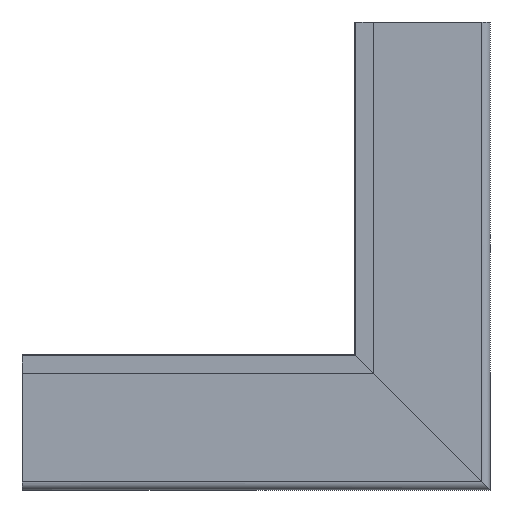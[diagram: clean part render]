
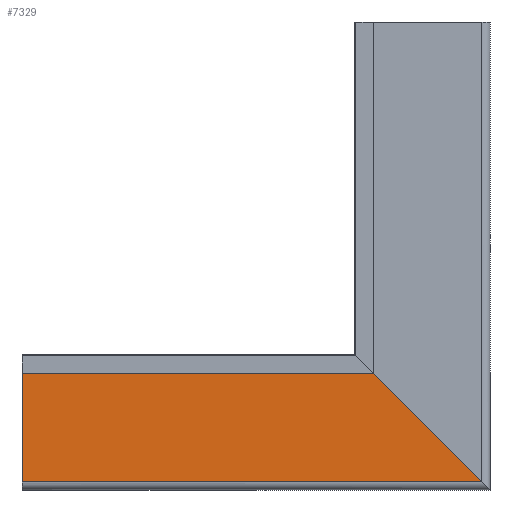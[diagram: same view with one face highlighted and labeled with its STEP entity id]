
A CAD part, front view. The second image highlights one B-rep face of the part: STEP entity #7329.
In plain terms, the highlighted planar face has unit normal (0, -1, 0).
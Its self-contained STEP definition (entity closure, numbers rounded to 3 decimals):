
#187 = EDGE_CURVE ( 'NONE', #9897, #15551, #14239, .T. ) ;
#301 = AXIS2_PLACEMENT_3D ( 'NONE', #6334, #17876, #4915 ) ;
#536 = PLANE ( 'NONE',  #301 ) ;
#740 = ORIENTED_EDGE ( 'NONE', *, *, #2306, .F. ) ;
#2306 = EDGE_CURVE ( 'NONE', #9897, #11853, #8041, .T. ) ;
#2539 = EDGE_CURVE ( 'NONE', #15551, #3146, #11423, .T. ) ;
#3146 = VERTEX_POINT ( 'NONE', #6479 ) ;
#3586 = DIRECTION ( 'NONE',  ( -0.707, 0., 0.707 ) ) ;
#3611 = ORIENTED_EDGE ( 'NONE', *, *, #187, .T. ) ;
#3676 = LINE ( 'NONE', #9264, #10233 ) ;
#4915 = DIRECTION ( 'NONE',  ( 0., 0., -1. ) ) ;
#5722 = EDGE_CURVE ( 'NONE', #3146, #11853, #3676, .T. ) ;
#6334 = CARTESIAN_POINT ( 'NONE',  ( 0., 0., 23.8 ) ) ;
#6401 = EDGE_LOOP ( 'NONE', ( #15900, #17094, #740, #3611 ) ) ;
#6479 = CARTESIAN_POINT ( 'NONE',  ( 224.2, 0., -29. ) ) ;
#6978 = CARTESIAN_POINT ( 'NONE',  ( 0., 0., -29. ) ) ;
#6995 = VECTOR ( 'NONE', #11323, 1000. ) ;
#7329 = ADVANCED_FACE ( 'NONE', ( #13516 ), #536, .T. ) ;
#8041 = LINE ( 'NONE', #9815, #14048 ) ;
#9181 = DIRECTION ( 'NONE',  ( 1., 0., 0. ) ) ;
#9264 = CARTESIAN_POINT ( 'NONE',  ( 85.7, 0., 109.5 ) ) ;
#9528 = CARTESIAN_POINT ( 'NONE',  ( 0., 0., 23.8 ) ) ;
#9815 = CARTESIAN_POINT ( 'NONE',  ( 0., 0., 23.8 ) ) ;
#9897 = VERTEX_POINT ( 'NONE', #9528 ) ;
#10233 = VECTOR ( 'NONE', #3586, 1000. ) ;
#10740 = VECTOR ( 'NONE', #17101, 1000. ) ;
#11323 = DIRECTION ( 'NONE',  ( 0., 0., -1. ) ) ;
#11423 = LINE ( 'NONE', #6978, #10740 ) ;
#11853 = VERTEX_POINT ( 'NONE', #18319 ) ;
#12282 = CARTESIAN_POINT ( 'NONE',  ( 0., 0., -29. ) ) ;
#12920 = CARTESIAN_POINT ( 'NONE',  ( 0., 0., 23.8 ) ) ;
#13516 = FACE_OUTER_BOUND ( 'NONE', #6401, .T. ) ;
#14048 = VECTOR ( 'NONE', #9181, 1000. ) ;
#14239 = LINE ( 'NONE', #12920, #6995 ) ;
#15551 = VERTEX_POINT ( 'NONE', #12282 ) ;
#15900 = ORIENTED_EDGE ( 'NONE', *, *, #2539, .T. ) ;
#17094 = ORIENTED_EDGE ( 'NONE', *, *, #5722, .T. ) ;
#17101 = DIRECTION ( 'NONE',  ( 1., 0., 0. ) ) ;
#17876 = DIRECTION ( 'NONE',  ( 0., -1., 0. ) ) ;
#18319 = CARTESIAN_POINT ( 'NONE',  ( 171.4, 0., 23.8 ) ) ;
